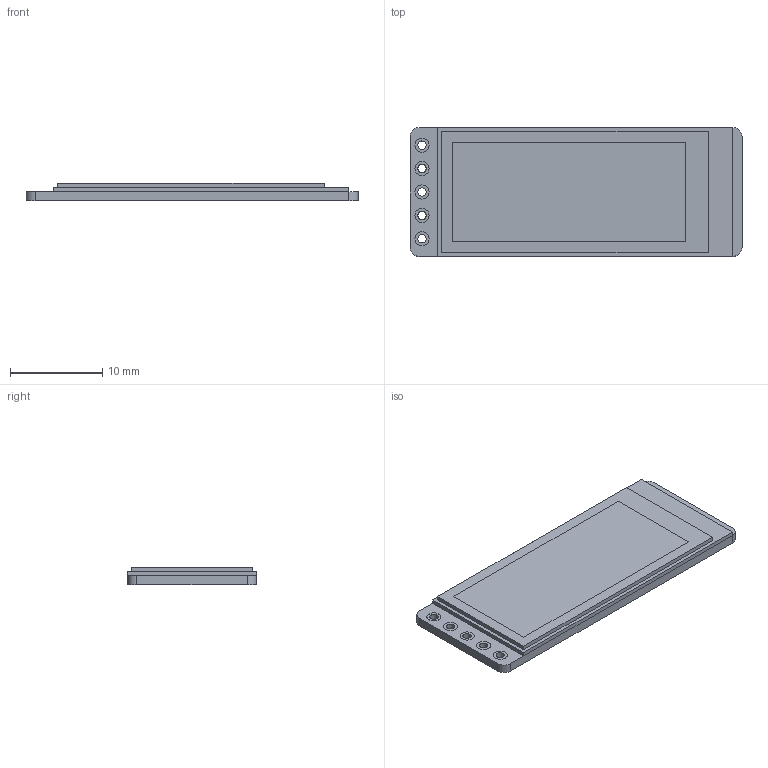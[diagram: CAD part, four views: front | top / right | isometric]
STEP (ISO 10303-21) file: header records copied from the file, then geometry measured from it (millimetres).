
FILE_DESCRIPTION(('FreeCAD Model'),'2;1');
FILE_NAME('Open CASCADE Shape Model','2023-10-08T21:43:21',('Author'),( ''),'Open CASCADE STEP processor 7.6','FreeCAD','Unknown');
FILE_SCHEMA(('AUTOMOTIVE_DESIGN { 1 0 10303 214 1 1 1 1 }'));
Length unit declared in the file: millimetre
Products named in the file (6): Unnamed; Screen; ScreenEdge; DisplayBody; Pins; Body
Assembly tree (5 placements, depth 2):
  Unnamed
    Screen
    ScreenEdge
    DisplayBody
    Pins
    Body
Bounding box: 36 x 14 x 1.9 mm (x, y, z)
Volume: 873.5 mm3; surface area: 2964.8 mm2
Topology: 9 solids, 9 shells, 57 faces, 117 edges, 78 vertices
Faces by surface type: plane 38, cylinder 19
Full cylindrical faces by diameter (mm): 0.9 x5, 1.524 x10
Entity records: 3248 total; most frequent: DIRECTION 515, CARTESIAN_POINT 492, LINE 275, VECTOR 275, ORIENTED_EDGE 234, PCURVE 234, DEFINITIONAL_REPRESENTATION 234, EDGE_CURVE 117
